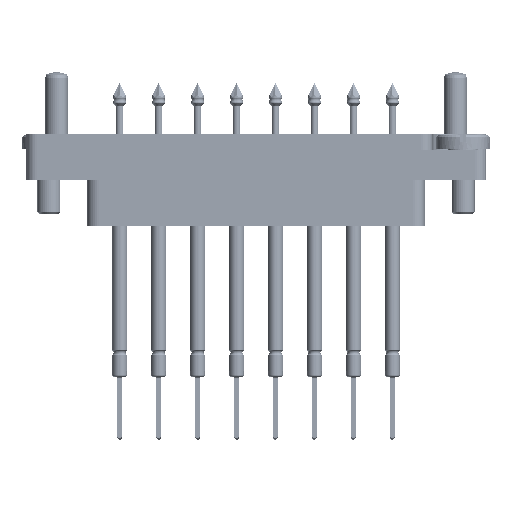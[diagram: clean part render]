
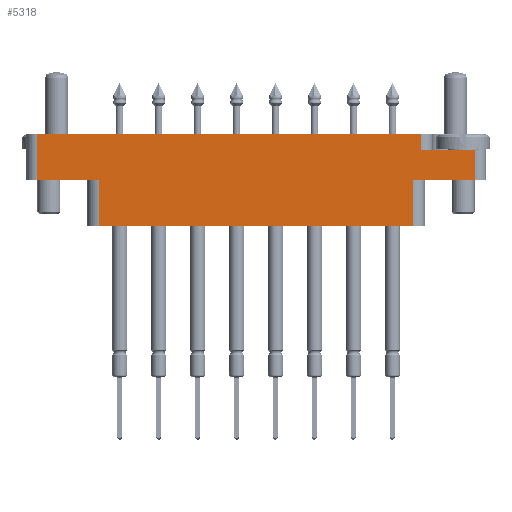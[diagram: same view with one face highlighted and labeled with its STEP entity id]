
A CAD part, left-side view. The second image highlights one B-rep face of the part: STEP entity #5318.
In plain terms, the highlighted planar face has unit normal (-1, 0, 0).
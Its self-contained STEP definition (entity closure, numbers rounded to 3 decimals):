
#48 = DIRECTION ( 'NONE',  ( 0., 0., -1. ) ) ;
#622 = VERTEX_POINT ( 'NONE', #1271 ) ;
#723 = DIRECTION ( 'NONE',  ( 0., 0., -1. ) ) ;
#842 = CARTESIAN_POINT ( 'NONE',  ( -14.35, 22., -12. ) ) ;
#1271 = CARTESIAN_POINT ( 'NONE',  ( -14.35, 20.5, -12. ) ) ;
#1347 = CARTESIAN_POINT ( 'NONE',  ( -14.35, 30., -6. ) ) ;
#1377 = DIRECTION ( 'NONE',  ( 0., 0., 1. ) ) ;
#1382 = VERTEX_POINT ( 'NONE', #1414 ) ;
#1414 = CARTESIAN_POINT ( 'NONE',  ( -14.35, -28.5, -2.1 ) ) ;
#1793 = DIRECTION ( 'NONE',  ( 0., -1., 0. ) ) ;
#1825 = LINE ( 'NONE', #11848, #11235 ) ;
#1839 = DIRECTION ( 'NONE',  ( 0., 0., 1. ) ) ;
#1866 = EDGE_CURVE ( 'NONE', #12817, #1382, #8160, .T. ) ;
#2440 = LINE ( 'NONE', #9378, #6934 ) ;
#3281 = EDGE_CURVE ( 'NONE', #20822, #21279, #20666, .T. ) ;
#3644 = CARTESIAN_POINT ( 'NONE',  ( -14.35, -20.5, -6. ) ) ;
#3700 = CARTESIAN_POINT ( 'NONE',  ( -14.35, 28.5, -6. ) ) ;
#4043 = CARTESIAN_POINT ( 'NONE',  ( -14.35, -21.5, 0. ) ) ;
#5115 = CARTESIAN_POINT ( 'NONE',  ( -14.35, 30., -6. ) ) ;
#5318 = ADVANCED_FACE ( 'NONE', ( #6932 ), #20746, .T. ) ;
#5541 = ORIENTED_EDGE ( 'NONE', *, *, #1866, .F. ) ;
#5987 = ORIENTED_EDGE ( 'NONE', *, *, #14440, .T. ) ;
#6285 = ORIENTED_EDGE ( 'NONE', *, *, #14887, .T. ) ;
#6435 = CARTESIAN_POINT ( 'NONE',  ( -14.35, -30., -2.1 ) ) ;
#6713 = DIRECTION ( 'NONE',  ( -1., 0., 0. ) ) ;
#6914 = DIRECTION ( 'NONE',  ( 0., -1., 0. ) ) ;
#6932 = FACE_OUTER_BOUND ( 'NONE', #15625, .T. ) ;
#6934 = VECTOR ( 'NONE', #723, 1000. ) ;
#7787 = DIRECTION ( 'NONE',  ( 0., 1., 0. ) ) ;
#8128 = AXIS2_PLACEMENT_3D ( 'NONE', #5115, #6713, #22222 ) ;
#8160 = LINE ( 'NONE', #6435, #21799 ) ;
#8425 = EDGE_CURVE ( 'NONE', #17949, #9225, #16056, .T. ) ;
#9119 = EDGE_CURVE ( 'NONE', #12817, #19422, #17448, .T. ) ;
#9225 = VERTEX_POINT ( 'NONE', #15953 ) ;
#9378 = CARTESIAN_POINT ( 'NONE',  ( -14.35, 20.5, -12. ) ) ;
#9408 = EDGE_CURVE ( 'NONE', #11405, #19422, #15354, .T. ) ;
#9483 = VERTEX_POINT ( 'NONE', #21400 ) ;
#9619 = ORIENTED_EDGE ( 'NONE', *, *, #13537, .T. ) ;
#10152 = CARTESIAN_POINT ( 'NONE',  ( -14.35, -21.5, 0. ) ) ;
#10289 = CARTESIAN_POINT ( 'NONE',  ( -14.35, 30., -6. ) ) ;
#10537 = CARTESIAN_POINT ( 'NONE',  ( -14.35, 28.5, 0. ) ) ;
#11235 = VECTOR ( 'NONE', #1377, 1000. ) ;
#11405 = VERTEX_POINT ( 'NONE', #10537 ) ;
#11643 = EDGE_CURVE ( 'NONE', #21279, #622, #2440, .T. ) ;
#11848 = CARTESIAN_POINT ( 'NONE',  ( -14.35, -28.5, -6. ) ) ;
#12264 = ORIENTED_EDGE ( 'NONE', *, *, #9408, .F. ) ;
#12393 = CARTESIAN_POINT ( 'NONE',  ( -14.35, 28.5, -6. ) ) ;
#12624 = ORIENTED_EDGE ( 'NONE', *, *, #3281, .T. ) ;
#12817 = VERTEX_POINT ( 'NONE', #13683 ) ;
#13496 = DIRECTION ( 'NONE',  ( 0., -1., 0. ) ) ;
#13506 = LINE ( 'NONE', #1347, #14863 ) ;
#13537 = EDGE_CURVE ( 'NONE', #11405, #20822, #15661, .T. ) ;
#13683 = CARTESIAN_POINT ( 'NONE',  ( -14.35, -21.5, -2.1 ) ) ;
#14096 = ORIENTED_EDGE ( 'NONE', *, *, #16217, .F. ) ;
#14440 = EDGE_CURVE ( 'NONE', #9483, #1382, #1825, .T. ) ;
#14728 = VECTOR ( 'NONE', #7787, 1000. ) ;
#14863 = VECTOR ( 'NONE', #1793, 1000. ) ;
#14887 = EDGE_CURVE ( 'NONE', #9225, #9483, #13506, .T. ) ;
#15354 = LINE ( 'NONE', #15704, #17884 ) ;
#15395 = ORIENTED_EDGE ( 'NONE', *, *, #8425, .T. ) ;
#15451 = CARTESIAN_POINT ( 'NONE',  ( -14.35, 20.5, -6. ) ) ;
#15625 = EDGE_LOOP ( 'NONE', ( #12624, #16139, #14096, #15395, #6285, #5987, #5541, #18310, #12264, #9619 ) ) ;
#15661 = LINE ( 'NONE', #3700, #17814 ) ;
#15704 = CARTESIAN_POINT ( 'NONE',  ( -14.35, 30., 0. ) ) ;
#15953 = CARTESIAN_POINT ( 'NONE',  ( -14.35, -20.5, -6. ) ) ;
#16056 = LINE ( 'NONE', #3644, #22185 ) ;
#16139 = ORIENTED_EDGE ( 'NONE', *, *, #11643, .T. ) ;
#16217 = EDGE_CURVE ( 'NONE', #17949, #622, #21582, .T. ) ;
#17245 = DIRECTION ( 'NONE',  ( 0., -1., 0. ) ) ;
#17448 = LINE ( 'NONE', #10152, #18273 ) ;
#17814 = VECTOR ( 'NONE', #48, 1000. ) ;
#17884 = VECTOR ( 'NONE', #6914, 1000. ) ;
#17949 = VERTEX_POINT ( 'NONE', #20978 ) ;
#18273 = VECTOR ( 'NONE', #1839, 1000. ) ;
#18310 = ORIENTED_EDGE ( 'NONE', *, *, #9119, .T. ) ;
#19422 = VERTEX_POINT ( 'NONE', #4043 ) ;
#20633 = VECTOR ( 'NONE', #17245, 1000. ) ;
#20666 = LINE ( 'NONE', #10289, #20633 ) ;
#20746 = PLANE ( 'NONE',  #8128 ) ;
#20822 = VERTEX_POINT ( 'NONE', #12393 ) ;
#20978 = CARTESIAN_POINT ( 'NONE',  ( -14.35, -20.5, -12. ) ) ;
#21279 = VERTEX_POINT ( 'NONE', #15451 ) ;
#21400 = CARTESIAN_POINT ( 'NONE',  ( -14.35, -28.5, -6. ) ) ;
#21421 = DIRECTION ( 'NONE',  ( 0., 0., 1. ) ) ;
#21582 = LINE ( 'NONE', #842, #14728 ) ;
#21799 = VECTOR ( 'NONE', #13496, 1000. ) ;
#22185 = VECTOR ( 'NONE', #21421, 1000. ) ;
#22222 = DIRECTION ( 'NONE',  ( 0., -1., 0. ) ) ;
